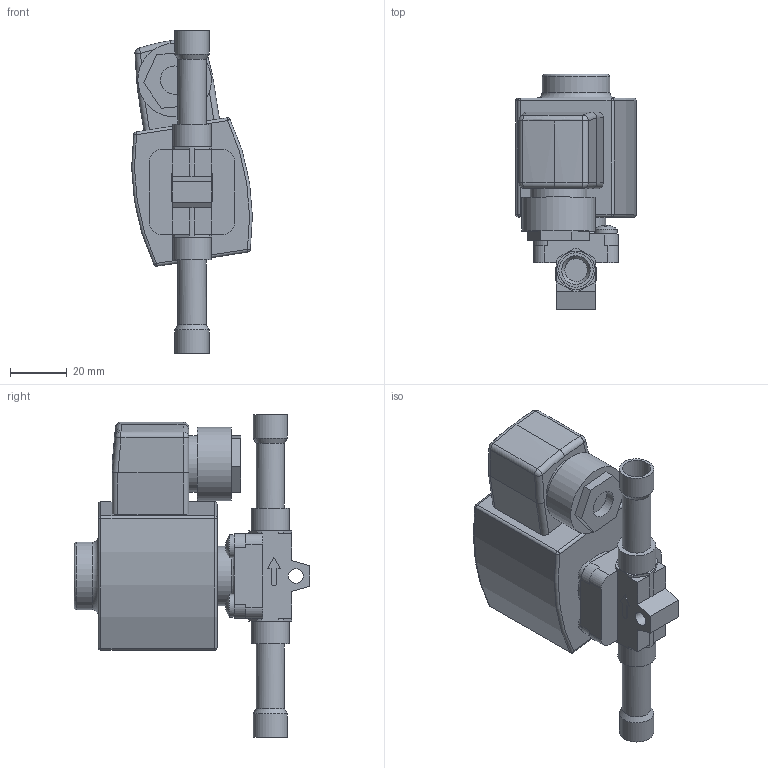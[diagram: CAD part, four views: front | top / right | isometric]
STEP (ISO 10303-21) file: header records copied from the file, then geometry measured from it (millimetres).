
FILE_DESCRIPTION(('TFLEX Exchange Step'),'2;1');
FILE_NAME('032F1204R.stp', '2023-04-21T10:24:28+03:00',('EXT0102'),('Unknown organisation'),'TFLEX Exchange 2022.1','T-FLEX CAD','Unknown authorisation');
FILE_SCHEMA( ('AUTOMOTIVE_DESIGN { 1 0 10303 214 1 1 1 1 }') );
Length unit declared in the file: millimetre
Products named in the file (1): Nodes
Bounding box: 42.63 x 83.3 x 114 mm (x, y, z)
Volume: 125570 mm3; surface area: 31200.1 mm2
Topology: 1 solids, 7 shells, 270 faces, 734 edges, 499 vertices
Faces by surface type: plane 141, cylinder 94, sphere 16, torus 12, cone 6, bspline 1
Full cylindrical faces by diameter (mm): 4 x4, 4.2 x4, 5.2 x1, 8 x6, 10 x3, 10.1 x2, 11.6 x1, 12 x1, 12.1 x2, 12.7 x1, 13.1 x1, 13.2 x1, 13.5 x2, 18 x1, 20 x1, 21 x1, 24 x1, 26 x1
Entity records: 9062 total; most frequent: CARTESIAN_POINT 2092, DIRECTION 1476, ORIENTED_EDGE 1468, EDGE_CURVE 734, AXIS2_PLACEMENT_3D 552, VERTEX_POINT 499, VECTOR 372, LINE 372
